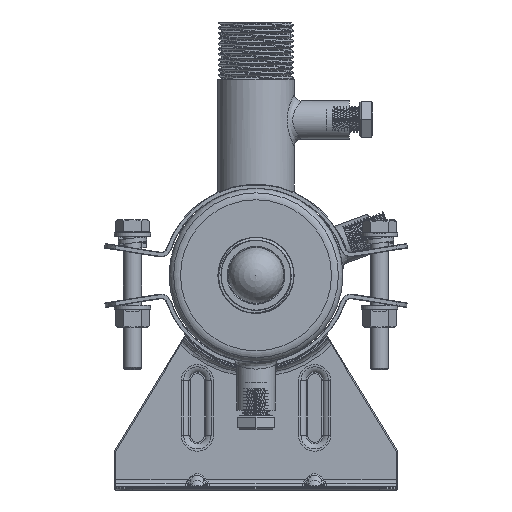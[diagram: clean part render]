
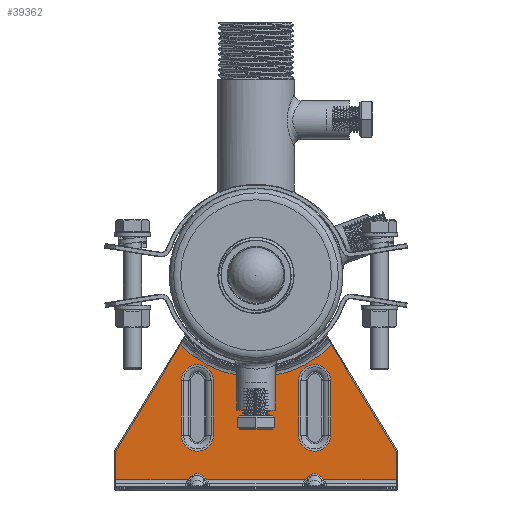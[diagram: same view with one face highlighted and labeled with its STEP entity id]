
A CAD part, left-side view. The second image highlights one B-rep face of the part: STEP entity #39362.
In plain terms, the highlighted face is planar.
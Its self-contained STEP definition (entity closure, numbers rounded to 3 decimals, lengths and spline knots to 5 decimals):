
#1188=ELLIPSE('',#42026,0.00707,0.005);
#1189=ELLIPSE('',#42027,0.00707,0.005);
#2456=LINE('',#91088,#3818);
#2457=LINE('',#91091,#3819);
#2458=LINE('',#91095,#3820);
#2459=LINE('',#91097,#3821);
#2460=LINE('',#91099,#3822);
#2461=LINE('',#91101,#3823);
#2462=LINE('',#91105,#3824);
#2463=LINE('',#91107,#3825);
#2464=LINE('',#91109,#3826);
#2465=LINE('',#91113,#3827);
#2466=LINE('',#91115,#3828);
#2467=LINE('',#91116,#3829);
#2468=LINE('',#91121,#3830);
#2469=LINE('',#91124,#3831);
#2470=LINE('',#91129,#3832);
#3818=VECTOR('',#47830,1.);
#3819=VECTOR('',#47831,1.);
#3820=VECTOR('',#47834,1.);
#3821=VECTOR('',#47835,1.);
#3822=VECTOR('',#47836,1.);
#3823=VECTOR('',#47837,1.);
#3824=VECTOR('',#47840,1.);
#3825=VECTOR('',#47841,1.);
#3826=VECTOR('',#47842,1.);
#3827=VECTOR('',#47845,1.);
#3828=VECTOR('',#47846,1.);
#3829=VECTOR('',#47847,1.);
#3830=VECTOR('',#47850,1.);
#3831=VECTOR('',#47853,1.);
#3832=VECTOR('',#47856,1.);
#5276=PLANE('',#42024);
#19704=ORIENTED_EDGE('',*,*,#26226,.T.);
#19705=ORIENTED_EDGE('',*,*,#26227,.T.);
#19706=ORIENTED_EDGE('',*,*,#26228,.T.);
#19707=ORIENTED_EDGE('',*,*,#26229,.T.);
#19708=ORIENTED_EDGE('',*,*,#26230,.T.);
#19709=ORIENTED_EDGE('',*,*,#26231,.T.);
#19710=ORIENTED_EDGE('',*,*,#26232,.T.);
#19711=ORIENTED_EDGE('',*,*,#26233,.T.);
#19712=ORIENTED_EDGE('',*,*,#26234,.T.);
#19713=ORIENTED_EDGE('',*,*,#26235,.T.);
#19714=ORIENTED_EDGE('',*,*,#26236,.T.);
#19715=ORIENTED_EDGE('',*,*,#26237,.T.);
#19716=ORIENTED_EDGE('',*,*,#26238,.T.);
#19717=ORIENTED_EDGE('',*,*,#26239,.T.);
#19718=ORIENTED_EDGE('',*,*,#26240,.T.);
#19719=ORIENTED_EDGE('',*,*,#26241,.T.);
#19720=ORIENTED_EDGE('',*,*,#26242,.T.);
#19721=ORIENTED_EDGE('',*,*,#26243,.T.);
#19722=ORIENTED_EDGE('',*,*,#26244,.T.);
#19723=ORIENTED_EDGE('',*,*,#26245,.T.);
#19724=ORIENTED_EDGE('',*,*,#26246,.T.);
#19725=ORIENTED_EDGE('',*,*,#26247,.T.);
#26226=EDGE_CURVE('',#30418,#30419,#2456,.T.);
#26227=EDGE_CURVE('',#30419,#30420,#2457,.T.);
#26228=EDGE_CURVE('',#30420,#30421,#31331,.F.);
#26229=EDGE_CURVE('',#30421,#30422,#2458,.F.);
#26230=EDGE_CURVE('',#30422,#30423,#2459,.F.);
#26231=EDGE_CURVE('',#30423,#30424,#2460,.T.);
#26232=EDGE_CURVE('',#30424,#30425,#2461,.T.);
#26233=EDGE_CURVE('',#30425,#30426,#1188,.F.);
#26234=EDGE_CURVE('',#30426,#30427,#2462,.T.);
#26235=EDGE_CURVE('',#30427,#30428,#2463,.T.);
#26236=EDGE_CURVE('',#30428,#30429,#2464,.F.);
#26237=EDGE_CURVE('',#30429,#30430,#1189,.F.);
#26238=EDGE_CURVE('',#30430,#30431,#2465,.F.);
#26239=EDGE_CURVE('',#30431,#30418,#2466,.T.);
#26240=EDGE_CURVE('',#30432,#30433,#2467,.F.);
#26241=EDGE_CURVE('',#30433,#30434,#31332,.F.);
#26242=EDGE_CURVE('',#30434,#30435,#2468,.T.);
#26243=EDGE_CURVE('',#30435,#30432,#31333,.F.);
#26244=EDGE_CURVE('',#30436,#30437,#2469,.F.);
#26245=EDGE_CURVE('',#30437,#30438,#31334,.F.);
#26246=EDGE_CURVE('',#30438,#30439,#2470,.T.);
#26247=EDGE_CURVE('',#30439,#30436,#31335,.F.);
#30418=VERTEX_POINT('',#91089);
#30419=VERTEX_POINT('',#91090);
#30420=VERTEX_POINT('',#91092);
#30421=VERTEX_POINT('',#91094);
#30422=VERTEX_POINT('',#91096);
#30423=VERTEX_POINT('',#91098);
#30424=VERTEX_POINT('',#91100);
#30425=VERTEX_POINT('',#91102);
#30426=VERTEX_POINT('',#91104);
#30427=VERTEX_POINT('',#91106);
#30428=VERTEX_POINT('',#91108);
#30429=VERTEX_POINT('',#91110);
#30430=VERTEX_POINT('',#91112);
#30431=VERTEX_POINT('',#91114);
#30432=VERTEX_POINT('',#91117);
#30433=VERTEX_POINT('',#91118);
#30434=VERTEX_POINT('',#91120);
#30435=VERTEX_POINT('',#91122);
#30436=VERTEX_POINT('',#91125);
#30437=VERTEX_POINT('',#91126);
#30438=VERTEX_POINT('',#91128);
#30439=VERTEX_POINT('',#91130);
#31331=CIRCLE('',#42025,0.04584);
#31332=CIRCLE('',#42028,0.007);
#31333=CIRCLE('',#42029,0.007);
#31334=CIRCLE('',#42030,0.007);
#31335=CIRCLE('',#42031,0.007);
#33933=EDGE_LOOP('',(#19704,#19705,#19706,#19707,#19708,#19709,#19710,#19711,
#19712,#19713,#19714,#19715,#19716,#19717));
#33934=EDGE_LOOP('',(#19718,#19719,#19720,#19721));
#33935=EDGE_LOOP('',(#19722,#19723,#19724,#19725));
#36591=FACE_BOUND('',#33933,.T.);
#36592=FACE_BOUND('',#33934,.T.);
#36593=FACE_BOUND('',#33935,.T.);
#39362=ADVANCED_FACE('',(#36591,#36592,#36593),#5276,.T.);
#42024=AXIS2_PLACEMENT_3D('',#91087,#47828,#47829);
#42025=AXIS2_PLACEMENT_3D('',#91093,#47832,#47833);
#42026=AXIS2_PLACEMENT_3D('',#91103,#47838,#47839);
#42027=AXIS2_PLACEMENT_3D('',#91111,#47843,#47844);
#42028=AXIS2_PLACEMENT_3D('',#91119,#47848,#47849);
#42029=AXIS2_PLACEMENT_3D('',#91123,#47851,#47852);
#42030=AXIS2_PLACEMENT_3D('',#91127,#47854,#47855);
#42031=AXIS2_PLACEMENT_3D('',#91131,#47857,#47858);
#47828=DIRECTION('',(0.,-1.,0.));
#47829=DIRECTION('',(1.,0.,0.));
#47830=DIRECTION('',(0.,0.,1.));
#47831=DIRECTION('',(-0.52,0.,0.854));
#47832=DIRECTION('',(0.,-1.,0.));
#47833=DIRECTION('',(0.,0.,-1.));
#47834=DIRECTION('',(0.52,0.,0.854));
#47835=DIRECTION('',(0.,0.,1.));
#47836=DIRECTION('',(1.,0.,0.));
#47837=DIRECTION('',(0.577,0.,0.816));
#47838=DIRECTION('',(0.,-1.,0.));
#47839=DIRECTION('',(0.,0.,-1.));
#47840=DIRECTION('',(0.577,0.,-0.816));
#47841=DIRECTION('',(1.,0.,0.));
#47842=DIRECTION('',(-0.577,0.,-0.816));
#47843=DIRECTION('',(0.,-1.,0.));
#47844=DIRECTION('',(0.,0.,-1.));
#47845=DIRECTION('',(-0.577,0.,0.816));
#47846=DIRECTION('',(1.,0.,0.));
#47847=DIRECTION('',(0.,0.,-1.));
#47848=DIRECTION('',(0.,-1.,0.));
#47849=DIRECTION('',(0.,0.,-1.));
#47850=DIRECTION('',(0.,0.,-1.));
#47851=DIRECTION('',(0.,-1.,0.));
#47852=DIRECTION('',(0.,0.,-1.));
#47853=DIRECTION('',(0.,0.,-1.));
#47854=DIRECTION('',(0.,-1.,0.));
#47855=DIRECTION('',(0.,0.,-1.));
#47856=DIRECTION('',(0.,0.,-1.));
#47857=DIRECTION('',(0.,-1.,0.));
#47858=DIRECTION('',(0.,0.,-1.));
#91087=CARTESIAN_POINT('',(0.00007,-0.0015,0.05347));
#91088=CARTESIAN_POINT('',(0.0615,-0.0015,0.01702));
#91089=CARTESIAN_POINT('',(0.0615,-0.0015,0.0045));
#91090=CARTESIAN_POINT('',(0.0615,-0.0015,0.01688));
#91091=CARTESIAN_POINT('',(0.03301,-0.0015,0.06372));
#91092=CARTESIAN_POINT('',(0.03308,-0.0015,0.0636));
#91093=CARTESIAN_POINT('',(0.,-0.0015,0.09534));
#91094=CARTESIAN_POINT('',(-0.03308,-0.0015,0.0636));
#91095=CARTESIAN_POINT('',(-0.02862,-0.0015,0.07093));
#91096=CARTESIAN_POINT('',(-0.0615,-0.0015,0.01688));
#91097=CARTESIAN_POINT('',(-0.0615,-0.0015,0.05347));
#91098=CARTESIAN_POINT('',(-0.0615,-0.0015,0.0045));
#91099=CARTESIAN_POINT('',(0.00007,-0.0015,0.0045));
#91100=CARTESIAN_POINT('',(-0.02965,-0.0015,0.0045));
#91101=CARTESIAN_POINT('',(-0.02902,-0.0015,0.00539));
#91102=CARTESIAN_POINT('',(-0.02925,-0.0015,0.00506));
#91103=CARTESIAN_POINT('',(-0.02572,-0.0015,0.00006));
#91104=CARTESIAN_POINT('',(-0.02218,-0.0015,0.00506));
#91105=CARTESIAN_POINT('',(-0.0199,-0.0015,0.00183));
#91106=CARTESIAN_POINT('',(-0.02179,-0.0015,0.0045));
#91107=CARTESIAN_POINT('',(0.00007,-0.0015,0.0045));
#91108=CARTESIAN_POINT('',(0.02179,-0.0015,0.0045));
#91109=CARTESIAN_POINT('',(0.03764,-0.0015,0.02691));
#91110=CARTESIAN_POINT('',(0.02218,-0.0015,0.00506));
#91111=CARTESIAN_POINT('',(0.02572,-0.0015,0.00006));
#91112=CARTESIAN_POINT('',(0.02925,-0.0015,0.00506));
#91113=CARTESIAN_POINT('',(-0.0033,-0.0015,0.05109));
#91114=CARTESIAN_POINT('',(0.02965,-0.0015,0.0045));
#91115=CARTESIAN_POINT('',(0.00007,-0.0015,0.0045));
#91116=CARTESIAN_POINT('',(0.01872,-0.0015,0.04799));
#91117=CARTESIAN_POINT('',(0.01872,-0.0015,0.02399));
#91118=CARTESIAN_POINT('',(0.01872,-0.0015,0.04799));
#91119=CARTESIAN_POINT('',(0.02572,-0.0015,0.04799));
#91120=CARTESIAN_POINT('',(0.03272,-0.0015,0.04799));
#91121=CARTESIAN_POINT('',(0.03272,-0.0015,0.05347));
#91122=CARTESIAN_POINT('',(0.03272,-0.0015,0.02399));
#91123=CARTESIAN_POINT('',(0.02572,-0.0015,0.02399));
#91124=CARTESIAN_POINT('',(-0.03272,-0.0015,0.04799));
#91125=CARTESIAN_POINT('',(-0.03272,-0.0015,0.02399));
#91126=CARTESIAN_POINT('',(-0.03272,-0.0015,0.04799));
#91127=CARTESIAN_POINT('',(-0.02572,-0.0015,0.04799));
#91128=CARTESIAN_POINT('',(-0.01872,-0.0015,0.04799));
#91129=CARTESIAN_POINT('',(-0.01872,-0.0015,0.05347));
#91130=CARTESIAN_POINT('',(-0.01872,-0.0015,0.02399));
#91131=CARTESIAN_POINT('',(-0.02572,-0.0015,0.02399));
